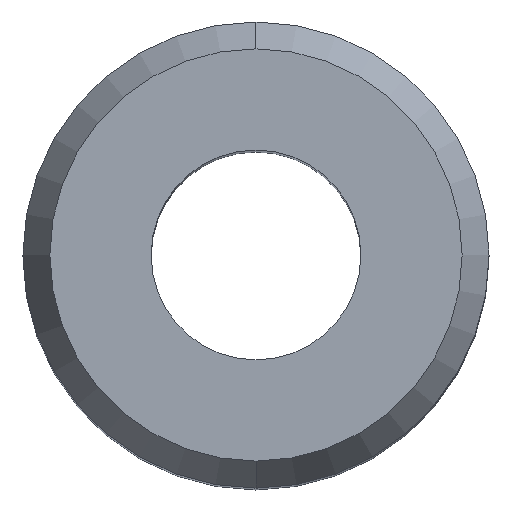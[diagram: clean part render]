
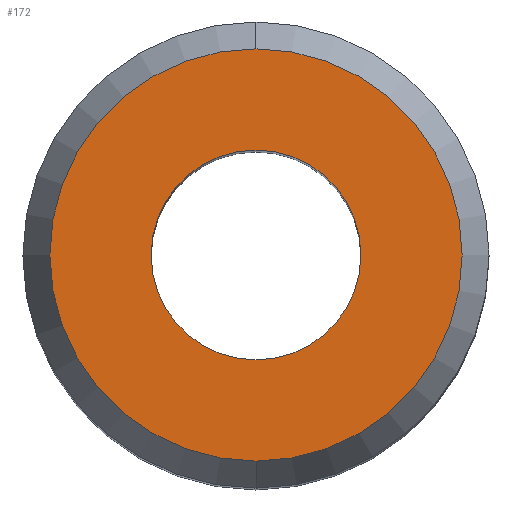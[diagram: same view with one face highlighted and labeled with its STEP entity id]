
A CAD part, top view. The second image highlights one B-rep face of the part: STEP entity #172.
In plain terms, the highlighted planar face has unit normal (0, 0, 1).
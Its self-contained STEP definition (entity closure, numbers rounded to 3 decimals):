
#102=EDGE_CURVE('NONE',#240,#108,#272,.T.);
#108=VERTEX_POINT('NONE',#278);
#114=VERTEX_POINT('NONE',#287);
#148=VERTEX_POINT('NONE',#323);
#160=EDGE_CURVE('NONE',#108,#240,#336,.T.);
#172=ADVANCED_FACE('NONE',(#351,#352),#353,.T.);
#176=EDGE_CURVE('NONE',#148,#114,#357,.T.);
#226=EDGE_CURVE('NONE',#114,#148,#412,.T.);
#240=VERTEX_POINT('NONE',#430);
#272=CIRCLE('',#454,2.25);
#278=CARTESIAN_POINT('',(0.,2.25,24.5));
#287=CARTESIAN_POINT('',(0.0,-4.423,24.5));
#323=CARTESIAN_POINT('',(0.,4.423,24.5));
#336=CIRCLE('',#542,2.25);
#351=FACE_OUTER_BOUND('',#559,.T.);
#352=FACE_BOUND('',#560,.T.);
#353=PLANE('',#561);
#357=CIRCLE('',#566,4.423);
#412=CIRCLE('',#641,4.423);
#430=CARTESIAN_POINT('',(0.0,-2.25,24.5));
#454=AXIS2_PLACEMENT_3D('',#682,#683,#684);
#542=AXIS2_PLACEMENT_3D('',#759,#760,#761);
#559=EDGE_LOOP('',(#780,#781));
#560=EDGE_LOOP('',(#782,#783));
#561=AXIS2_PLACEMENT_3D('',#784,#785,#786);
#566=AXIS2_PLACEMENT_3D('',#787,#788,#789);
#641=AXIS2_PLACEMENT_3D('',#849,#850,#851);
#682=CARTESIAN_POINT('',(0.0,0.0,24.5));
#683=DIRECTION('',(0.0,0.0,-1.0));
#684=DIRECTION('',(0.0,-1.0,0.0));
#759=CARTESIAN_POINT('',(0.0,0.0,24.5));
#760=DIRECTION('',(0.0,0.0,-1.0));
#761=DIRECTION('',(0.0,-1.0,0.0));
#780=ORIENTED_EDGE('',*,*,#226,.F.);
#781=ORIENTED_EDGE('',*,*,#176,.F.);
#782=ORIENTED_EDGE('',*,*,#102,.T.);
#783=ORIENTED_EDGE('',*,*,#160,.T.);
#784=CARTESIAN_POINT('',(-4.423,0.0,24.5));
#785=DIRECTION('',(0.0,-0.0,1.0));
#786=DIRECTION('',(0.0,1.0,0.0));
#787=CARTESIAN_POINT('',(0.0,0.0,24.5));
#788=DIRECTION('',(0.0,0.0,-1.0));
#789=DIRECTION('',(0.0,-1.0,0.0));
#849=CARTESIAN_POINT('',(0.0,0.0,24.5));
#850=DIRECTION('',(0.0,0.0,-1.0));
#851=DIRECTION('',(0.0,-1.0,0.0));
